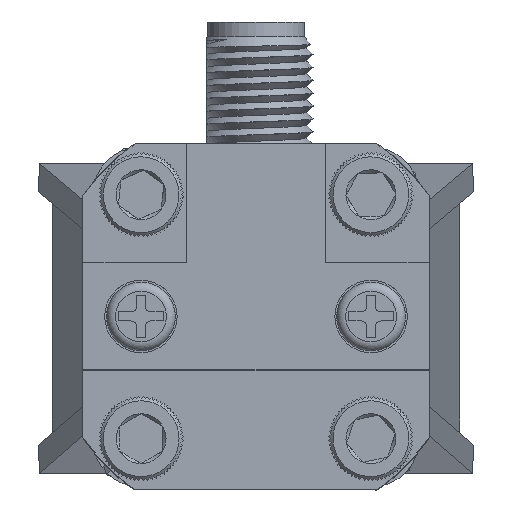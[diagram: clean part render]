
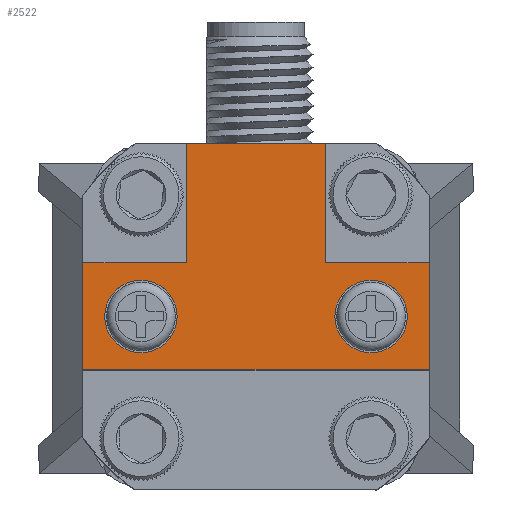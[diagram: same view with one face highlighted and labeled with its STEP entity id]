
A CAD part, top view. The second image highlights one B-rep face of the part: STEP entity #2522.
In plain terms, the highlighted planar face has unit normal (0, 0, 1).
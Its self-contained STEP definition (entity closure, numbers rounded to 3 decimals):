
#27 = ORIENTED_EDGE ( 'NONE', *, *, #5696, .F. ) ;
#801 = EDGE_CURVE ( 'NONE', #21081, #15671, #6976, .T. ) ;
#897 = CARTESIAN_POINT ( 'NONE',  ( -3.847, -9.55, 14.8 ) ) ;
#1449 = VERTEX_POINT ( 'NONE', #19279 ) ;
#1479 = DIRECTION ( 'NONE',  ( 0., -1., 0. ) ) ;
#1705 = LINE ( 'NONE', #9017, #17854 ) ;
#2060 = VERTEX_POINT ( 'NONE', #18517 ) ;
#2194 = EDGE_LOOP ( 'NONE', ( #27 ) ) ;
#2287 = EDGE_CURVE ( 'NONE', #4737, #11658, #14840, .T. ) ;
#2350 = LINE ( 'NONE', #897, #2727 ) ;
#2476 = VECTOR ( 'NONE', #9642, 1000. ) ;
#2522 = ADVANCED_FACE ( 'NONE', ( #19664, #19331, #10512 ), #19442, .T. ) ;
#2714 = CARTESIAN_POINT ( 'NONE',  ( -3.847, -2.95, 14.8 ) ) ;
#2727 = VECTOR ( 'NONE', #4045, 1000. ) ;
#2997 = DIRECTION ( 'NONE',  ( 0., 0., 1. ) ) ;
#3045 = LINE ( 'NONE', #6655, #18889 ) ;
#3431 = CIRCLE ( 'NONE', #7040, 2. ) ;
#3859 = DIRECTION ( 'NONE',  ( 0., 0., 1. ) ) ;
#4045 = DIRECTION ( 'NONE',  ( 0., 1., 0. ) ) ;
#4324 = LINE ( 'NONE', #11204, #20748 ) ;
#4449 = ORIENTED_EDGE ( 'NONE', *, *, #10112, .F. ) ;
#4532 = VECTOR ( 'NONE', #19257, 1000. ) ;
#4737 = VERTEX_POINT ( 'NONE', #2714 ) ;
#4965 = ORIENTED_EDGE ( 'NONE', *, *, #10788, .F. ) ;
#5473 = LINE ( 'NONE', #12352, #4532 ) ;
#5513 = DIRECTION ( 'NONE',  ( 0., 0., 1. ) ) ;
#5696 = EDGE_CURVE ( 'NONE', #11474, #11474, #3431, .T. ) ;
#6304 = EDGE_CURVE ( 'NONE', #21081, #9560, #4324, .T. ) ;
#6655 = CARTESIAN_POINT ( 'NONE',  ( -9.55, 2.95, 14.8 ) ) ;
#6841 = VECTOR ( 'NONE', #10463, 1000. ) ;
#6976 = LINE ( 'NONE', #13856, #6841 ) ;
#7040 = AXIS2_PLACEMENT_3D ( 'NONE', #18916, #2997, #16668 ) ;
#7072 = EDGE_LOOP ( 'NONE', ( #12824 ) ) ;
#8267 = AXIS2_PLACEMENT_3D ( 'NONE', #8941, #3859, #17640 ) ;
#8918 = VECTOR ( 'NONE', #18848, 1000. ) ;
#8941 = CARTESIAN_POINT ( 'NONE',  ( 9.55, 2.95, 14.8 ) ) ;
#9017 = CARTESIAN_POINT ( 'NONE',  ( 9.55, 2.95, 14.8 ) ) ;
#9560 = VERTEX_POINT ( 'NONE', #14923 ) ;
#9642 = DIRECTION ( 'NONE',  ( -1., 0., 0. ) ) ;
#10112 = EDGE_CURVE ( 'NONE', #12979, #2060, #1705, .T. ) ;
#10167 = ORIENTED_EDGE ( 'NONE', *, *, #11313, .F. ) ;
#10252 = EDGE_CURVE ( 'NONE', #18278, #18278, #19655, .T. ) ;
#10463 = DIRECTION ( 'NONE',  ( -1., 0., 0. ) ) ;
#10512 = FACE_OUTER_BOUND ( 'NONE', #21049, .T. ) ;
#10788 = EDGE_CURVE ( 'NONE', #15671, #4737, #2350, .T. ) ;
#11204 = CARTESIAN_POINT ( 'NONE',  ( 3.847, -9.55, 14.8 ) ) ;
#11251 = CARTESIAN_POINT ( 'NONE',  ( 8.35, 0., 14.8 ) ) ;
#11313 = EDGE_CURVE ( 'NONE', #2060, #9560, #5473, .T. ) ;
#11474 = VERTEX_POINT ( 'NONE', #11251 ) ;
#11658 = VERTEX_POINT ( 'NONE', #20386 ) ;
#11960 = ORIENTED_EDGE ( 'NONE', *, *, #801, .F. ) ;
#12352 = CARTESIAN_POINT ( 'NONE',  ( 9.55, -2.95, 14.8 ) ) ;
#12800 = ORIENTED_EDGE ( 'NONE', *, *, #2287, .F. ) ;
#12824 = ORIENTED_EDGE ( 'NONE', *, *, #10252, .F. ) ;
#12979 = VERTEX_POINT ( 'NONE', #19110 ) ;
#13856 = CARTESIAN_POINT ( 'NONE',  ( -3.847, -9.55, 14.8 ) ) ;
#14339 = CARTESIAN_POINT ( 'NONE',  ( -3.847, -9.55, 14.8 ) ) ;
#14593 = AXIS2_PLACEMENT_3D ( 'NONE', #21088, #5513, #17822 ) ;
#14840 = LINE ( 'NONE', #16538, #2476 ) ;
#14923 = CARTESIAN_POINT ( 'NONE',  ( 3.847, -2.95, 14.8 ) ) ;
#14929 = ORIENTED_EDGE ( 'NONE', *, *, #20622, .T. ) ;
#15238 = LINE ( 'NONE', #20537, #8918 ) ;
#15403 = EDGE_CURVE ( 'NONE', #12979, #1449, #15238, .T. ) ;
#15671 = VERTEX_POINT ( 'NONE', #14339 ) ;
#16052 = ORIENTED_EDGE ( 'NONE', *, *, #15403, .T. ) ;
#16538 = CARTESIAN_POINT ( 'NONE',  ( 9.55, -2.95, 14.8 ) ) ;
#16668 = DIRECTION ( 'NONE',  ( 1., 0., 0. ) ) ;
#17493 = DIRECTION ( 'NONE',  ( 0., -1., 0. ) ) ;
#17640 = DIRECTION ( 'NONE',  ( 1., 0., 0. ) ) ;
#17822 = DIRECTION ( 'NONE',  ( 1., 0., 0. ) ) ;
#17854 = VECTOR ( 'NONE', #17493, 1000. ) ;
#18117 = DIRECTION ( 'NONE',  ( 0., 1., 0. ) ) ;
#18278 = VERTEX_POINT ( 'NONE', #20198 ) ;
#18517 = CARTESIAN_POINT ( 'NONE',  ( 9.55, -2.95, 14.8 ) ) ;
#18848 = DIRECTION ( 'NONE',  ( -1., 0., 0. ) ) ;
#18889 = VECTOR ( 'NONE', #1479, 1000. ) ;
#18916 = CARTESIAN_POINT ( 'NONE',  ( 6.35, 0., 14.8 ) ) ;
#19110 = CARTESIAN_POINT ( 'NONE',  ( 9.55, 2.95, 14.8 ) ) ;
#19257 = DIRECTION ( 'NONE',  ( -1., 0., 0. ) ) ;
#19279 = CARTESIAN_POINT ( 'NONE',  ( -9.55, 2.95, 14.8 ) ) ;
#19331 = FACE_BOUND ( 'NONE', #2194, .T. ) ;
#19442 = PLANE ( 'NONE',  #8267 ) ;
#19655 = CIRCLE ( 'NONE', #14593, 2. ) ;
#19664 = FACE_BOUND ( 'NONE', #7072, .T. ) ;
#20198 = CARTESIAN_POINT ( 'NONE',  ( -4.35, 0., 14.8 ) ) ;
#20386 = CARTESIAN_POINT ( 'NONE',  ( -9.55, -2.95, 14.8 ) ) ;
#20537 = CARTESIAN_POINT ( 'NONE',  ( 9.55, 2.95, 14.8 ) ) ;
#20622 = EDGE_CURVE ( 'NONE', #1449, #11658, #3045, .T. ) ;
#20748 = VECTOR ( 'NONE', #18117, 1000. ) ;
#21049 = EDGE_LOOP ( 'NONE', ( #10167, #4449, #16052, #14929, #12800, #4965, #11960, #21697 ) ) ;
#21081 = VERTEX_POINT ( 'NONE', #21416 ) ;
#21088 = CARTESIAN_POINT ( 'NONE',  ( -6.35, 0., 14.8 ) ) ;
#21416 = CARTESIAN_POINT ( 'NONE',  ( 3.847, -9.55, 14.8 ) ) ;
#21697 = ORIENTED_EDGE ( 'NONE', *, *, #6304, .T. ) ;
